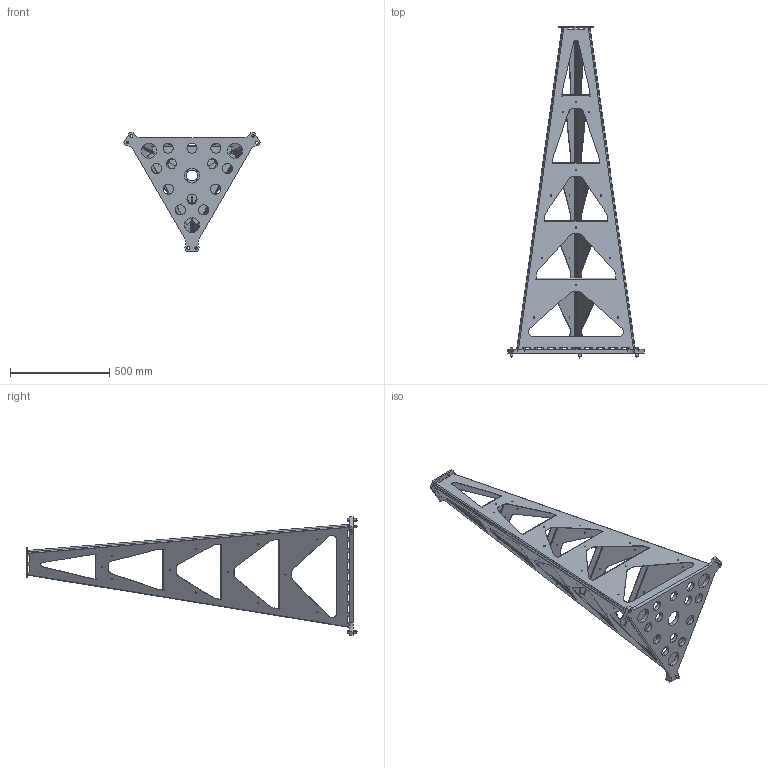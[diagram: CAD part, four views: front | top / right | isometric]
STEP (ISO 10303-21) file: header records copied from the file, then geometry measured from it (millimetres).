
FILE_DESCRIPTION (( 'STEP AP214' ), '1' );
FILE_NAME ('D0900657 AdvLIGO AOS Optical Lever Pier Weldment.STEP', '2009-07-01T22:14:33', ( 'LIGO' ), ( 'CALTECH' ), 'SwSTEP 2.0', 'SolidWorks 2009', '' );
FILE_SCHEMA (( 'AUTOMOTIVE_DESIGN' ));
Length unit declared in the file: inch
Products named in the file (5): D0900771 AdvLIGO AOS Pier Side Panel; D0900772 AdvLIGO AOS Pier Base; D0900773 AdvLIGO AOS Pier Table_Post-Weld Machined; SST_setscrew_ConePoint_0.5-20 Set Screw X 2 LONG; D0900657 AdvLIGO AOS Optical Lever Pier Weldment
Assembly tree (8 placements, depth 2):
  D0900657 AdvLIGO AOS Optical Lever Pier Weldment
    D0900773 AdvLIGO AOS Pier Table_Post-Weld Machined
    D0900772 AdvLIGO AOS Pier Base
    SST_setscrew_ConePoint_0.5-20 Set Screw X 2 LONG  x3
    D0900771 AdvLIGO AOS Pier Side Panel  x3
Bounding box: 689.28 x 1675.13 x 596.93 mm (x, y, z)
Volume: 5801011.1 mm3; surface area: 3394973.5 mm2
Topology: 8 solids, 8 shells, 814 faces, 2235 edges, 1440 vertices
Faces by surface type: plane 454, cylinder 309, bspline 45, cone 6
Entity records: 11887 total; most frequent: CARTESIAN_POINT 2692, ORIENTED_EDGE 1874, DIRECTION 1838, EDGE_CURVE 937, AXIS2_PLACEMENT_3D 614, LINE 610, VECTOR 610, VERTEX_POINT 608
